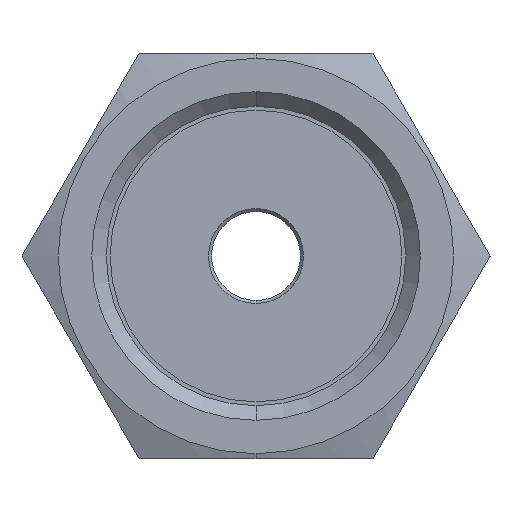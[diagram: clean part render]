
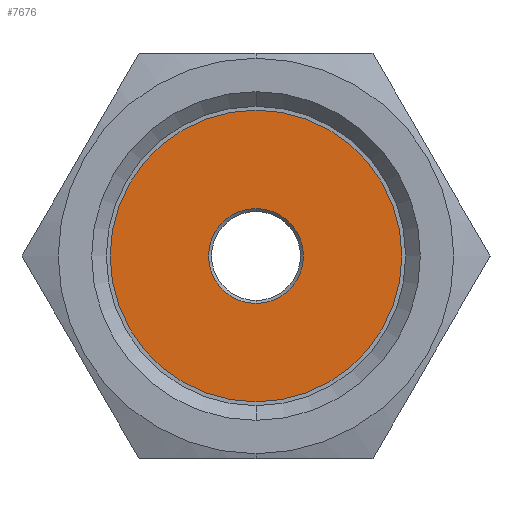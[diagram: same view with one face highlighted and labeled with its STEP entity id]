
A CAD part, left-side view. The second image highlights one B-rep face of the part: STEP entity #7676.
In plain terms, the highlighted planar face has unit normal (-1, 0, 0).
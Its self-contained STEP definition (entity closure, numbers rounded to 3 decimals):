
#93 = CARTESIAN_POINT ( 'NONE',  ( -45., 0., -14.75 ) ) ;
#569 = AXIS2_PLACEMENT_3D ( 'NONE', #6280, #14965, #15073 ) ;
#1109 = DIRECTION ( 'NONE',  ( 0., 0., -1. ) ) ;
#1231 = EDGE_CURVE ( 'NONE', #9911, #12930, #4878, .T. ) ;
#1404 = VERTEX_POINT ( 'NONE', #6919 ) ;
#1833 = EDGE_CURVE ( 'NONE', #12930, #9911, #3322, .T. ) ;
#2514 = FACE_BOUND ( 'NONE', #8865, .T. ) ;
#2923 = FACE_OUTER_BOUND ( 'NONE', #3495, .T. ) ;
#3015 = CARTESIAN_POINT ( 'NONE',  ( -45., 0., -4.8 ) ) ;
#3322 = CIRCLE ( 'NONE', #569, 4.8 ) ;
#3495 = EDGE_LOOP ( 'NONE', ( #7671, #14802 ) ) ;
#3602 = CARTESIAN_POINT ( 'NONE',  ( -45., 0., 0. ) ) ;
#4561 = CIRCLE ( 'NONE', #12487, 14.75 ) ;
#4602 = AXIS2_PLACEMENT_3D ( 'NONE', #12895, #7813, #6448 ) ;
#4878 = CIRCLE ( 'NONE', #5949, 4.8 ) ;
#5025 = DIRECTION ( 'NONE',  ( 0., 0., 1. ) ) ;
#5830 = VERTEX_POINT ( 'NONE', #93 ) ;
#5949 = AXIS2_PLACEMENT_3D ( 'NONE', #12506, #10219, #5025 ) ;
#6280 = CARTESIAN_POINT ( 'NONE',  ( -45., 0., 0. ) ) ;
#6448 = DIRECTION ( 'NONE',  ( 0., 0., 1. ) ) ;
#6851 = EDGE_CURVE ( 'NONE', #1404, #5830, #4561, .T. ) ;
#6919 = CARTESIAN_POINT ( 'NONE',  ( -45., 0., 14.75 ) ) ;
#7671 = ORIENTED_EDGE ( 'NONE', *, *, #12325, .F. ) ;
#7676 = ADVANCED_FACE ( 'NONE', ( #2514, #2923 ), #15137, .T. ) ;
#7813 = DIRECTION ( 'NONE',  ( -1., 0., 0. ) ) ;
#8640 = DIRECTION ( 'NONE',  ( 1., 0., 0. ) ) ;
#8865 = EDGE_LOOP ( 'NONE', ( #10685, #9428 ) ) ;
#8999 = AXIS2_PLACEMENT_3D ( 'NONE', #3602, #8640, #1109 ) ;
#9428 = ORIENTED_EDGE ( 'NONE', *, *, #1231, .T. ) ;
#9911 = VERTEX_POINT ( 'NONE', #3015 ) ;
#10219 = DIRECTION ( 'NONE',  ( 1., 0., 0. ) ) ;
#10482 = DIRECTION ( 'NONE',  ( 0., 0., -1. ) ) ;
#10685 = ORIENTED_EDGE ( 'NONE', *, *, #1833, .T. ) ;
#12325 = EDGE_CURVE ( 'NONE', #5830, #1404, #13793, .T. ) ;
#12487 = AXIS2_PLACEMENT_3D ( 'NONE', #12927, #14194, #10482 ) ;
#12506 = CARTESIAN_POINT ( 'NONE',  ( -45., 0., 0. ) ) ;
#12895 = CARTESIAN_POINT ( 'NONE',  ( -45., 14.75, 0. ) ) ;
#12927 = CARTESIAN_POINT ( 'NONE',  ( -45., 0., 0. ) ) ;
#12930 = VERTEX_POINT ( 'NONE', #15969 ) ;
#13793 = CIRCLE ( 'NONE', #8999, 14.75 ) ;
#14194 = DIRECTION ( 'NONE',  ( 1., 0., 0. ) ) ;
#14802 = ORIENTED_EDGE ( 'NONE', *, *, #6851, .F. ) ;
#14965 = DIRECTION ( 'NONE',  ( 1., 0., 0. ) ) ;
#15073 = DIRECTION ( 'NONE',  ( 0., 0., 1. ) ) ;
#15137 = PLANE ( 'NONE',  #4602 ) ;
#15969 = CARTESIAN_POINT ( 'NONE',  ( -45., 0., 4.8 ) ) ;
